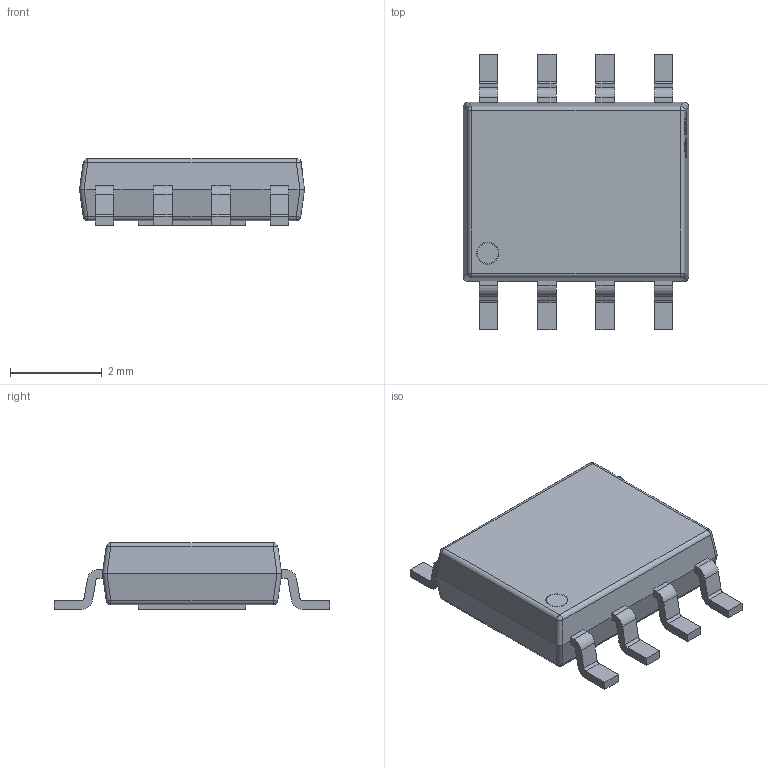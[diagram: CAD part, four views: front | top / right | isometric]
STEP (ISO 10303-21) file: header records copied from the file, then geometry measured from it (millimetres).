
FILE_DESCRIPTION (( 'STEP AP214' ), '1' );
FILE_NAME ('ESOP-8_L4.9-W3.9-P1.27-LS6.0-BL-EP2.5.STEP', '2023-04-16T02:26:45', ( '' ), ( '' ), 'SwSTEP 2.0', 'SolidWorks 2020', '' );
FILE_SCHEMA (( 'AUTOMOTIVE_DESIGN' ));
Length unit declared in the file: millimetre
Products named in the file (1): ESOP-8_L4.9-W3.9-P1.27-LS6.0-BL-EP2.5
Bounding box: 4.9 x 6 x 1.45 mm (x, y, z)
Volume: 26.1 mm3; surface area: 73 mm2
Topology: 1 solids, 1 shells, 376 faces, 1045 edges, 680 vertices
Faces by surface type: plane 220, bspline 98, cylinder 48, sphere 8, torus 2
Entity records: 16605 total; most frequent: CARTESIAN_POINT 3444, ORIENTED_EDGE 2090, DIRECTION 1485, EDGE_CURVE 1045, VECTOR 739, LINE 739, VERTEX_POINT 680, EDGE_LOOP 391
